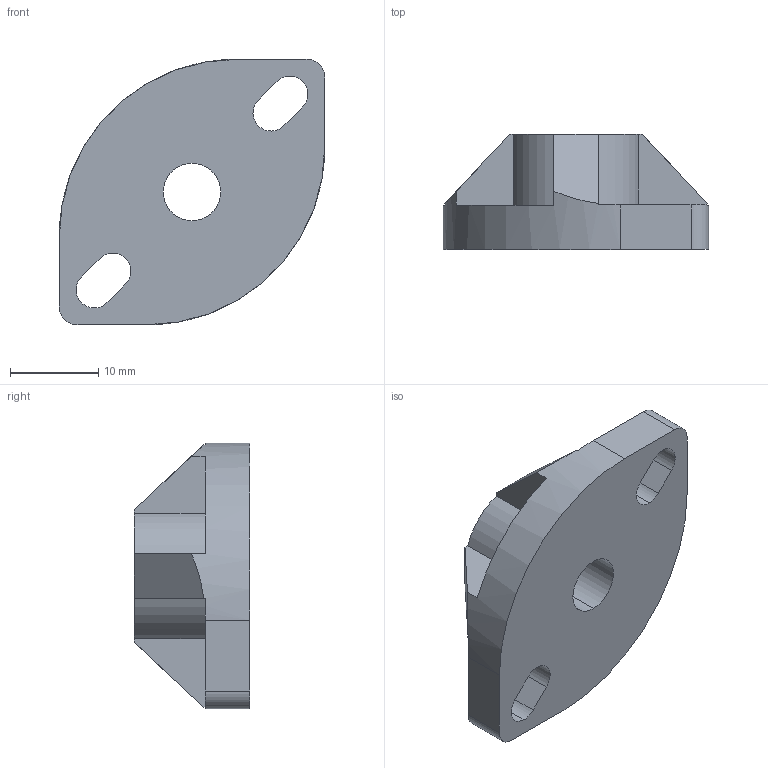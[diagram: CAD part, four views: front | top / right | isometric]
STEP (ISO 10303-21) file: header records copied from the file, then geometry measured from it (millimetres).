
FILE_DESCRIPTION (( 'STEP AP214' ), '1' );
FILE_NAME ('soporte_inferior - slim.STEP', '2022-06-04T21:00:41', ( '' ), ( '' ), 'SwSTEP 2.0', 'SolidWorks 2020', '' );
FILE_SCHEMA (( 'AUTOMOTIVE_DESIGN' ));
Length unit declared in the file: millimetre
Products named in the file (1): soporte_inferior - slim
Bounding box: 30 x 13 x 30 mm (x, y, z)
Volume: 4976.3 mm3; surface area: 2799.8 mm2
Topology: 1 solids, 1 shells, 42 faces, 120 edges, 80 vertices
Faces by surface type: plane 26, cylinder 16
Entity records: 1426 total; most frequent: CARTESIAN_POINT 255, ORIENTED_EDGE 240, DIRECTION 238, EDGE_CURVE 120, LINE 80, VERTEX_POINT 80, VECTOR 80, AXIS2_PLACEMENT_3D 79
